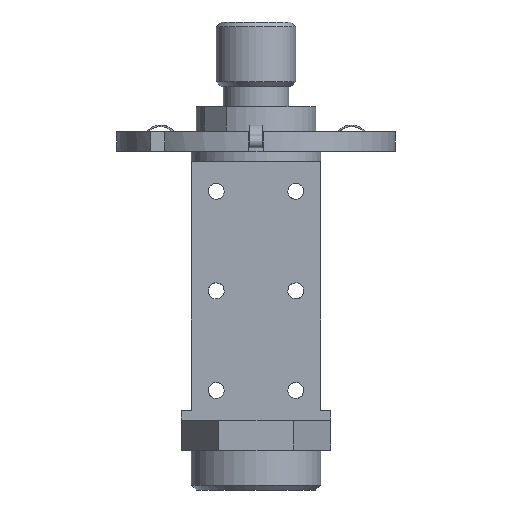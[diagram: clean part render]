
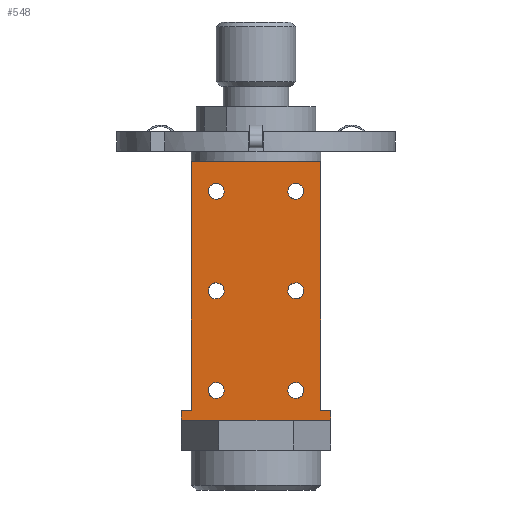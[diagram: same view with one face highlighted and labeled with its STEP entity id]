
A CAD part, front view. The second image highlights one B-rep face of the part: STEP entity #548.
In plain terms, the highlighted face is planar.
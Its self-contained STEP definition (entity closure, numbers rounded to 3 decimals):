
#161=FACE_BOUND('',#949,.T.);
#162=FACE_BOUND('',#950,.T.);
#163=FACE_BOUND('',#951,.T.);
#164=FACE_BOUND('',#952,.T.);
#165=FACE_BOUND('',#953,.T.);
#166=FACE_BOUND('',#954,.T.);
#167=FACE_BOUND('',#955,.T.);
#396=CIRCLE('',#3556,0.8);
#397=CIRCLE('',#3557,0.8);
#398=CIRCLE('',#3558,0.8);
#399=CIRCLE('',#3559,0.8);
#400=CIRCLE('',#3560,0.8);
#401=CIRCLE('',#3561,0.8);
#548=ADVANCED_FACE('',(#161,#162,#163,#164,#165,#166,#167),#660,.T.);
#660=PLANE('',#3562);
#949=EDGE_LOOP('',(#1945));
#950=EDGE_LOOP('',(#1946));
#951=EDGE_LOOP('',(#1947));
#952=EDGE_LOOP('',(#1948));
#953=EDGE_LOOP('',(#1949));
#954=EDGE_LOOP('',(#1950));
#955=EDGE_LOOP('',(#1951,#1952,#1953,#1954,#1955,#1956,#1957,#1958));
#1945=ORIENTED_EDGE('',*,*,#2775,.T.);
#1946=ORIENTED_EDGE('',*,*,#2776,.T.);
#1947=ORIENTED_EDGE('',*,*,#2777,.T.);
#1948=ORIENTED_EDGE('',*,*,#2778,.T.);
#1949=ORIENTED_EDGE('',*,*,#2779,.T.);
#1950=ORIENTED_EDGE('',*,*,#2780,.T.);
#1951=ORIENTED_EDGE('',*,*,#2715,.T.);
#1952=ORIENTED_EDGE('',*,*,#2756,.T.);
#1953=ORIENTED_EDGE('',*,*,#2774,.F.);
#1954=ORIENTED_EDGE('',*,*,#2759,.T.);
#1955=ORIENTED_EDGE('',*,*,#2712,.T.);
#1956=ORIENTED_EDGE('',*,*,#2698,.F.);
#1957=ORIENTED_EDGE('',*,*,#2781,.T.);
#1958=ORIENTED_EDGE('',*,*,#2696,.F.);
#2267=VERTEX_POINT('',#6338);
#2268=VERTEX_POINT('',#6340);
#2269=VERTEX_POINT('',#6342);
#2270=VERTEX_POINT('',#6344);
#2283=VERTEX_POINT('',#6540);
#2284=VERTEX_POINT('',#6544);
#2285=VERTEX_POINT('',#6548);
#2293=VERTEX_POINT('',#6567);
#2315=VERTEX_POINT('',#6661);
#2316=VERTEX_POINT('',#6663);
#2317=VERTEX_POINT('',#6665);
#2318=VERTEX_POINT('',#6667);
#2319=VERTEX_POINT('',#6669);
#2320=VERTEX_POINT('',#6671);
#2696=EDGE_CURVE('',#2267,#2268,#2999,.T.);
#2698=EDGE_CURVE('',#2269,#2270,#3000,.T.);
#2712=EDGE_CURVE('',#2283,#2270,#3007,.T.);
#2715=EDGE_CURVE('',#2267,#2284,#3010,.T.);
#2756=EDGE_CURVE('',#2284,#2285,#3043,.T.);
#2759=EDGE_CURVE('',#2293,#2283,#3046,.T.);
#2774=EDGE_CURVE('',#2293,#2285,#3047,.T.);
#2775=EDGE_CURVE('',#2315,#2315,#396,.T.);
#2776=EDGE_CURVE('',#2316,#2316,#397,.T.);
#2777=EDGE_CURVE('',#2317,#2317,#398,.T.);
#2778=EDGE_CURVE('',#2318,#2318,#399,.T.);
#2779=EDGE_CURVE('',#2319,#2319,#400,.T.);
#2780=EDGE_CURVE('',#2320,#2320,#401,.T.);
#2781=EDGE_CURVE('',#2269,#2268,#3048,.T.);
#2999=LINE('',#6339,#3262);
#3000=LINE('',#6343,#3263);
#3007=LINE('',#6539,#3270);
#3010=LINE('',#6545,#3273);
#3043=LINE('',#6626,#3306);
#3046=LINE('',#6631,#3309);
#3047=LINE('',#6658,#3310);
#3048=LINE('',#6672,#3311);
#3262=VECTOR('',#4142,1.);
#3263=VECTOR('',#4145,1.);
#3270=VECTOR('',#4160,1.);
#3273=VECTOR('',#4165,1.);
#3306=VECTOR('',#4240,1.);
#3309=VECTOR('',#4245,1.);
#3310=VECTOR('',#4294,1.);
#3311=VECTOR('',#4309,1.);
#3556=AXIS2_PLACEMENT_3D('',#6660,#4297,#4298);
#3557=AXIS2_PLACEMENT_3D('',#6662,#4299,#4300);
#3558=AXIS2_PLACEMENT_3D('',#6664,#4301,#4302);
#3559=AXIS2_PLACEMENT_3D('',#6666,#4303,#4304);
#3560=AXIS2_PLACEMENT_3D('',#6668,#4305,#4306);
#3561=AXIS2_PLACEMENT_3D('',#6670,#4307,#4308);
#3562=AXIS2_PLACEMENT_3D('',#6673,#4310,#4311);
#4142=DIRECTION('',(0.,0.,1.));
#4145=DIRECTION('',(0.,0.,-1.));
#4160=DIRECTION('',(0.,-1.,0.));
#4165=DIRECTION('',(0.,-1.,0.));
#4240=DIRECTION('',(0.,0.,-1.));
#4245=DIRECTION('',(0.,0.,1.));
#4294=DIRECTION('',(0.,-1.,0.));
#4297=DIRECTION('',(-1.,0.,0.));
#4298=DIRECTION('',(0.,0.,1.));
#4299=DIRECTION('',(-1.,0.,0.));
#4300=DIRECTION('',(0.,0.,1.));
#4301=DIRECTION('',(-1.,0.,0.));
#4302=DIRECTION('',(0.,0.,1.));
#4303=DIRECTION('',(-1.,0.,0.));
#4304=DIRECTION('',(0.,0.,1.));
#4305=DIRECTION('',(-1.,0.,0.));
#4306=DIRECTION('',(0.,0.,1.));
#4307=DIRECTION('',(-1.,0.,0.));
#4308=DIRECTION('',(0.,0.,1.));
#4309=DIRECTION('',(0.,-1.,0.));
#4310=DIRECTION('',(1.,0.,0.));
#4311=DIRECTION('',(0.,0.,1.));
#6338=CARTESIAN_POINT('',(0.,-6.5,8.));
#6339=CARTESIAN_POINT('',(0.,-6.5,47.));
#6340=CARTESIAN_POINT('',(0.,-6.5,33.));
#6342=CARTESIAN_POINT('',(0.,6.5,33.));
#6343=CARTESIAN_POINT('',(0.,6.5,47.));
#6344=CARTESIAN_POINT('',(0.,6.5,8.));
#6539=CARTESIAN_POINT('',(0.,0.,8.));
#6540=CARTESIAN_POINT('',(0.,7.506,8.));
#6544=CARTESIAN_POINT('',(0.,-7.506,8.));
#6545=CARTESIAN_POINT('',(0.,0.,8.));
#6548=CARTESIAN_POINT('',(0.,-7.506,7.));
#6567=CARTESIAN_POINT('',(0.,7.506,7.));
#6626=CARTESIAN_POINT('',(0.,-7.506,8.));
#6631=CARTESIAN_POINT('',(0.,7.506,8.));
#6658=CARTESIAN_POINT('',(0.,-10.,7.));
#6660=CARTESIAN_POINT('',(0.,-4.,20.));
#6661=CARTESIAN_POINT('',(0.,-4.,20.8));
#6662=CARTESIAN_POINT('',(0.,4.,20.));
#6663=CARTESIAN_POINT('',(0.,4.,20.8));
#6664=CARTESIAN_POINT('',(0.,-4.,10.));
#6665=CARTESIAN_POINT('',(0.,-4.,10.8));
#6666=CARTESIAN_POINT('',(0.,-4.,30.));
#6667=CARTESIAN_POINT('',(0.,-4.,30.8));
#6668=CARTESIAN_POINT('',(0.,4.,10.));
#6669=CARTESIAN_POINT('',(0.,4.,10.8));
#6670=CARTESIAN_POINT('',(0.,4.,30.));
#6671=CARTESIAN_POINT('',(0.,4.,30.8));
#6672=CARTESIAN_POINT('',(0.,-10.,33.));
#6673=CARTESIAN_POINT('',(0.,-10.,33.));
